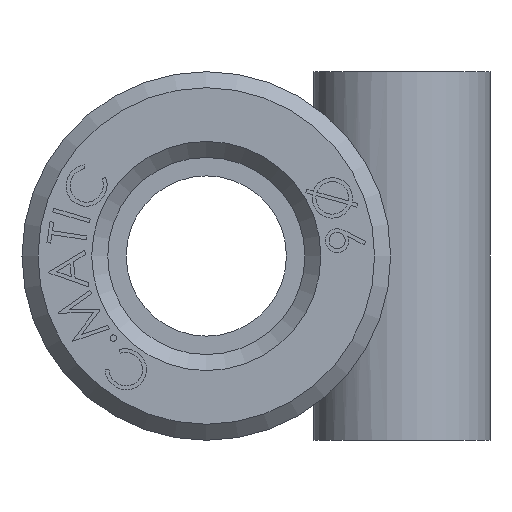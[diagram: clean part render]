
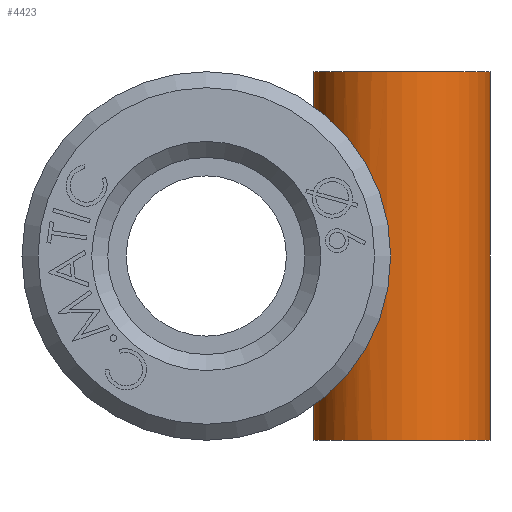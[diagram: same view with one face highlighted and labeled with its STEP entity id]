
A CAD part, front view. The second image highlights one B-rep face of the part: STEP entity #4423.
In plain terms, the highlighted cylindrical face has radius 2.75 mm (diameter 5.5 mm), a full revolution.
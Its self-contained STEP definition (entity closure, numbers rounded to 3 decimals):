
#37=CYLINDRICAL_SURFACE('',#4634,2.75);
#67=CIRCLE('',#4603,2.75);
#69=CIRCLE('',#4606,2.75);
#2156=ORIENTED_EDGE('',*,*,#2785,.T.);
#2157=ORIENTED_EDGE('',*,*,#2780,.T.);
#2158=ORIENTED_EDGE('',*,*,#2779,.T.);
#2159=ORIENTED_EDGE('',*,*,#2772,.T.);
#2160=ORIENTED_EDGE('',*,*,#2775,.T.);
#2161=ORIENTED_EDGE('',*,*,#2774,.T.);
#2162=ORIENTED_EDGE('',*,*,#2783,.T.);
#2163=ORIENTED_EDGE('',*,*,#2787,.F.);
#2772=EDGE_CURVE('',#3196,#3200,#3404,.T.);
#2774=EDGE_CURVE('',#3203,#3202,#3405,.T.);
#2775=EDGE_CURVE('',#3200,#3203,#3406,.T.);
#2779=EDGE_CURVE('',#3206,#3196,#3409,.T.);
#2780=EDGE_CURVE('',#3204,#3206,#3410,.T.);
#2783=EDGE_CURVE('',#3202,#3204,#3413,.T.);
#2785=EDGE_CURVE('',#3209,#3209,#67,.T.);
#2787=EDGE_CURVE('',#3211,#3211,#69,.T.);
#3196=VERTEX_POINT('',#12071);
#3200=VERTEX_POINT('',#12094);
#3202=VERTEX_POINT('',#12154);
#3203=VERTEX_POINT('',#12159);
#3204=VERTEX_POINT('',#12212);
#3206=VERTEX_POINT('',#12223);
#3209=VERTEX_POINT('',#12344);
#3211=VERTEX_POINT('',#12349);
#3404=B_SPLINE_CURVE_WITH_KNOTS('',3,(#12095,#12096,#12097,#12098,#12099,
#12100,#12101,#12102,#12103,#12104,#12105,#12106,#12107,#12108,#12109),
 .UNSPECIFIED.,.F.,.F.,(4,1,1,1,1,1,1,1,1,1,1,1,4),(0.,0.063,0.125,0.25,
0.375,0.5,0.625,0.75,0.813,0.875,0.906,0.938,1.),.UNSPECIFIED.);
#3405=B_SPLINE_CURVE_WITH_KNOTS('',3,(#12155,#12156,#12157,#12158),
 .UNSPECIFIED.,.F.,.F.,(4,4),(0.,1.),.UNSPECIFIED.);
#3406=B_SPLINE_CURVE_WITH_KNOTS('',3,(#12160,#12161,#12162,#12163),
 .UNSPECIFIED.,.F.,.F.,(4,4),(0.,1.),.UNSPECIFIED.);
#3409=B_SPLINE_CURVE_WITH_KNOTS('',3,(#12219,#12220,#12221,#12222),
 .UNSPECIFIED.,.F.,.F.,(4,4),(0.,1.),.UNSPECIFIED.);
#3410=B_SPLINE_CURVE_WITH_KNOTS('',3,(#12224,#12225,#12226,#12227),
 .UNSPECIFIED.,.F.,.F.,(4,4),(0.,1.),.UNSPECIFIED.);
#3413=B_SPLINE_CURVE_WITH_KNOTS('',3,(#12325,#12326,#12327,#12328,#12329,
#12330,#12331,#12332,#12333,#12334,#12335,#12336,#12337,#12338,#12339),
 .UNSPECIFIED.,.F.,.F.,(4,1,1,1,1,1,1,1,1,1,1,1,4),(0.,0.063,0.125,0.25,
0.375,0.5,0.625,0.75,0.813,0.875,0.906,0.938,1.),.UNSPECIFIED.);
#3699=EDGE_LOOP('',(#2156));
#3700=EDGE_LOOP('',(#2157,#2158,#2159,#2160,#2161,#2162));
#3701=EDGE_LOOP('',(#2163));
#4015=FACE_BOUND('',#3699,.T.);
#4016=FACE_BOUND('',#3700,.T.);
#4017=FACE_BOUND('',#3701,.T.);
#4423=ADVANCED_FACE('',(#4015,#4016,#4017),#37,.T.);
#4603=AXIS2_PLACEMENT_3D('',#12343,#5353,#5354);
#4606=AXIS2_PLACEMENT_3D('',#12348,#5359,#5360);
#4634=AXIS2_PLACEMENT_3D('',#12389,#5415,#5416);
#5353=DIRECTION('',(0.,0.,1.));
#5354=DIRECTION('',(1.,0.,0.));
#5359=DIRECTION('',(0.,0.,1.));
#5360=DIRECTION('',(1.,0.,0.));
#5415=DIRECTION('',(0.,0.,-1.));
#5416=DIRECTION('',(-1.,0.,0.));
#12071=CARTESIAN_POINT('',(3.73,1.395,-3.071));
#12094=CARTESIAN_POINT('',(3.73,1.395,3.071));
#12095=CARTESIAN_POINT('',(3.73,1.395,-3.071));
#12096=CARTESIAN_POINT('',(3.805,1.522,-2.978));
#12097=CARTESIAN_POINT('',(3.942,1.718,-2.82));
#12098=CARTESIAN_POINT('',(4.281,2.088,-2.421));
#12099=CARTESIAN_POINT('',(4.684,2.372,-1.817));
#12100=CARTESIAN_POINT('',(4.996,2.521,-0.936));
#12101=CARTESIAN_POINT('',(5.097,2.56,0.));
#12102=CARTESIAN_POINT('',(4.997,2.522,0.935));
#12103=CARTESIAN_POINT('',(4.732,2.394,1.677));
#12104=CARTESIAN_POINT('',(4.445,2.204,2.176));
#12105=CARTESIAN_POINT('',(4.23,2.021,2.473));
#12106=CARTESIAN_POINT('',(4.076,1.865,2.662));
#12107=CARTESIAN_POINT('',(3.903,1.662,2.866));
#12108=CARTESIAN_POINT('',(3.805,1.522,2.979));
#12109=CARTESIAN_POINT('',(3.73,1.395,3.071));
#12154=CARTESIAN_POINT('',(3.73,-1.395,3.071));
#12155=CARTESIAN_POINT('',(3.35,0.,3.488));
#12156=CARTESIAN_POINT('',(3.35,-0.52,3.488));
#12157=CARTESIAN_POINT('',(3.509,-1.019,3.346));
#12158=CARTESIAN_POINT('',(3.73,-1.395,3.071));
#12159=CARTESIAN_POINT('',(3.35,0.,3.488));
#12160=CARTESIAN_POINT('',(3.73,1.395,3.071));
#12161=CARTESIAN_POINT('',(3.508,1.018,3.347));
#12162=CARTESIAN_POINT('',(3.35,0.52,3.488));
#12163=CARTESIAN_POINT('',(3.35,0.,3.488));
#12212=CARTESIAN_POINT('',(3.73,-1.395,-3.071));
#12219=CARTESIAN_POINT('',(3.35,0.,-3.488));
#12220=CARTESIAN_POINT('',(3.35,0.52,-3.488));
#12221=CARTESIAN_POINT('',(3.509,1.019,-3.346));
#12222=CARTESIAN_POINT('',(3.73,1.395,-3.071));
#12223=CARTESIAN_POINT('',(3.35,0.,-3.488));
#12224=CARTESIAN_POINT('',(3.73,-1.395,-3.071));
#12225=CARTESIAN_POINT('',(3.508,-1.018,-3.347));
#12226=CARTESIAN_POINT('',(3.35,-0.52,-3.488));
#12227=CARTESIAN_POINT('',(3.35,0.,-3.488));
#12325=CARTESIAN_POINT('',(3.73,-1.395,3.071));
#12326=CARTESIAN_POINT('',(3.805,-1.522,2.978));
#12327=CARTESIAN_POINT('',(3.942,-1.718,2.82));
#12328=CARTESIAN_POINT('',(4.281,-2.088,2.421));
#12329=CARTESIAN_POINT('',(4.684,-2.372,1.817));
#12330=CARTESIAN_POINT('',(4.996,-2.521,0.936));
#12331=CARTESIAN_POINT('',(5.097,-2.56,0.));
#12332=CARTESIAN_POINT('',(4.997,-2.522,-0.935));
#12333=CARTESIAN_POINT('',(4.732,-2.394,-1.677));
#12334=CARTESIAN_POINT('',(4.445,-2.204,-2.176));
#12335=CARTESIAN_POINT('',(4.23,-2.021,-2.473));
#12336=CARTESIAN_POINT('',(4.076,-1.865,-2.662));
#12337=CARTESIAN_POINT('',(3.903,-1.662,-2.866));
#12338=CARTESIAN_POINT('',(3.805,-1.522,-2.979));
#12339=CARTESIAN_POINT('',(3.73,-1.395,-3.071));
#12343=CARTESIAN_POINT('',(6.1,0.,-5.75));
#12344=CARTESIAN_POINT('',(8.85,0.,-5.75));
#12348=CARTESIAN_POINT('',(6.1,0.,5.75));
#12349=CARTESIAN_POINT('',(8.85,0.,5.75));
#12389=CARTESIAN_POINT('',(6.1,0.,5.75));
